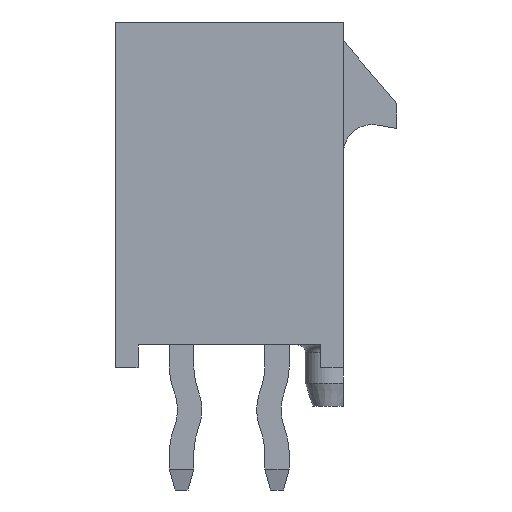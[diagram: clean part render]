
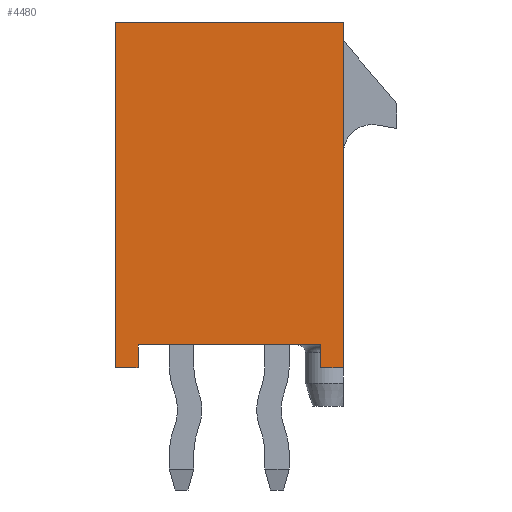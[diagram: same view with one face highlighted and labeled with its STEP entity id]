
A CAD part, left-side view. The second image highlights one B-rep face of the part: STEP entity #4480.
In plain terms, the highlighted face is planar.
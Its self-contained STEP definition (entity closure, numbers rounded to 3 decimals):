
#232=LINE('',#6135,#629);
#236=LINE('',#6143,#633);
#239=LINE('',#6150,#636);
#245=LINE('',#6162,#642);
#247=LINE('',#6166,#644);
#248=LINE('',#6168,#645);
#249=LINE('',#6169,#646);
#250=LINE('',#6171,#647);
#629=VECTOR('',#5167,1000.);
#633=VECTOR('',#5175,1000.);
#636=VECTOR('',#5180,1000.);
#642=VECTOR('',#5190,1000.);
#644=VECTOR('',#5194,1000.);
#645=VECTOR('',#5195,1000.);
#646=VECTOR('',#5196,1000.);
#647=VECTOR('',#5197,1000.);
#911=PLANE('',#4678);
#1353=ORIENTED_EDGE('',*,*,#2172,.T.);
#1354=ORIENTED_EDGE('',*,*,#2170,.F.);
#1355=ORIENTED_EDGE('',*,*,#2164,.T.);
#1356=ORIENTED_EDGE('',*,*,#2173,.T.);
#1357=ORIENTED_EDGE('',*,*,#2157,.F.);
#1358=ORIENTED_EDGE('',*,*,#2161,.T.);
#1359=ORIENTED_EDGE('',*,*,#2174,.F.);
#1360=ORIENTED_EDGE('',*,*,#2175,.F.);
#2157=EDGE_CURVE('',#2557,#2555,#232,.T.);
#2161=EDGE_CURVE('',#2557,#2560,#236,.T.);
#2164=EDGE_CURVE('',#2563,#2562,#239,.T.);
#2170=EDGE_CURVE('',#2563,#2567,#245,.T.);
#2172=EDGE_CURVE('',#2568,#2567,#247,.T.);
#2173=EDGE_CURVE('',#2562,#2555,#248,.T.);
#2174=EDGE_CURVE('',#2569,#2560,#249,.T.);
#2175=EDGE_CURVE('',#2568,#2569,#250,.T.);
#2555=VERTEX_POINT('',#6130);
#2557=VERTEX_POINT('',#6134);
#2560=VERTEX_POINT('',#6144);
#2562=VERTEX_POINT('',#6149);
#2563=VERTEX_POINT('',#6151);
#2567=VERTEX_POINT('',#6163);
#2568=VERTEX_POINT('',#6167);
#2569=VERTEX_POINT('',#6170);
#2784=EDGE_LOOP('',(#1353,#1354,#1355,#1356,#1357,#1358,#1359,#1360));
#2984=FACE_BOUND('',#2784,.T.);
#4480=ADVANCED_FACE('',(#2984),#911,.F.);
#4678=AXIS2_PLACEMENT_3D('',#6165,#5192,#5193);
#5167=DIRECTION('',(0.,0.,1.));
#5175=DIRECTION('',(0.,1.,0.));
#5180=DIRECTION('',(0.,0.,1.));
#5190=DIRECTION('',(0.,-1.,0.));
#5192=DIRECTION('',(-1.,0.,0.));
#5193=DIRECTION('',(0.,0.,1.));
#5194=DIRECTION('',(0.,0.,-1.));
#5195=DIRECTION('',(0.,1.,0.));
#5196=DIRECTION('',(0.,0.,-1.));
#5197=DIRECTION('',(0.,1.,0.));
#6130=CARTESIAN_POINT('',(2.97,2.39,0.));
#6134=CARTESIAN_POINT('',(2.97,2.39,-0.6));
#6135=CARTESIAN_POINT('',(2.97,2.39,-0.6));
#6143=CARTESIAN_POINT('',(2.97,2.39,-0.6));
#6144=CARTESIAN_POINT('',(2.97,2.99,-0.6));
#6149=CARTESIAN_POINT('',(2.97,-2.39,0.));
#6150=CARTESIAN_POINT('',(2.97,-2.39,-0.6));
#6151=CARTESIAN_POINT('',(2.97,-2.39,-0.6));
#6162=CARTESIAN_POINT('',(2.97,-2.39,-0.6));
#6163=CARTESIAN_POINT('',(2.97,-2.99,-0.6));
#6165=CARTESIAN_POINT('',(2.97,-2.99,8.46));
#6166=CARTESIAN_POINT('',(2.97,-2.99,8.46));
#6167=CARTESIAN_POINT('',(2.97,-2.99,8.46));
#6168=CARTESIAN_POINT('',(2.97,-2.99,0.));
#6169=CARTESIAN_POINT('',(2.97,2.99,8.46));
#6170=CARTESIAN_POINT('',(2.97,2.99,8.46));
#6171=CARTESIAN_POINT('',(2.97,-2.99,8.46));
